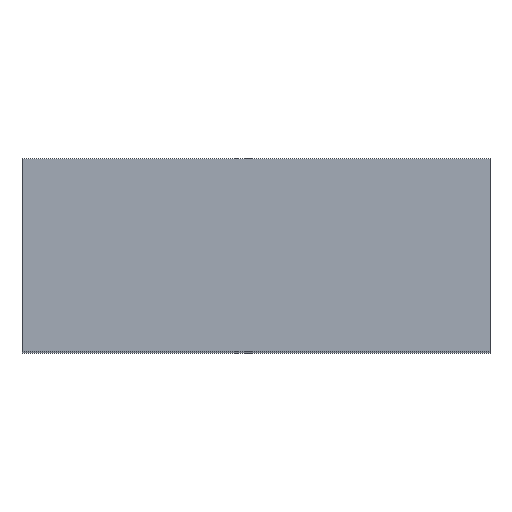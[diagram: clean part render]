
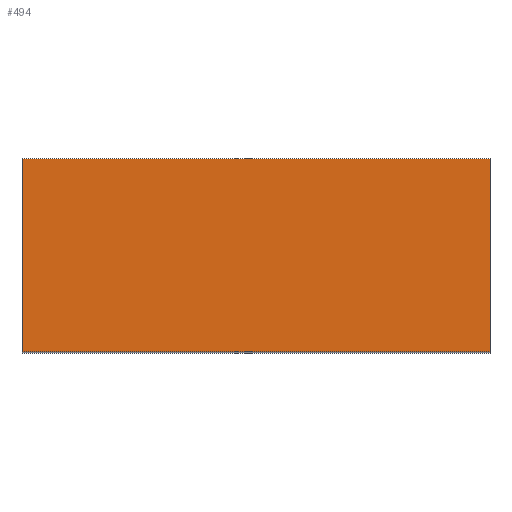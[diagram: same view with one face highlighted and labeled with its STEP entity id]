
A CAD part, top view. The second image highlights one B-rep face of the part: STEP entity #494.
In plain terms, the highlighted planar face has unit normal (0, 0, 1).
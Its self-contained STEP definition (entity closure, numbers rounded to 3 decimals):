
#270=CARTESIAN_POINT('',(7.62,-2.096,15.875));
#269=VERTEX_POINT('',#270);
#280=CARTESIAN_POINT('',(-2.54,-2.096,15.875));
#279=VERTEX_POINT('',#280);
#278=EDGE_CURVE('',#279,#269,#283,.T.);
#283=LINE('',#280,#285);
#285=VECTOR('',#286,10.16);
#286=DIRECTION('',(1.0,0.0,0.0));
#319=CARTESIAN_POINT('',(7.62,2.096,15.875));
#318=VERTEX_POINT('',#319);
#327=EDGE_CURVE('',#269,#318,#332,.T.);
#332=LINE('',#270,#334);
#334=VECTOR('',#335,4.191);
#335=DIRECTION('',(0.0,1.0,0.0));
#368=CARTESIAN_POINT('',(-2.54,2.096,15.875));
#367=VERTEX_POINT('',#368);
#376=EDGE_CURVE('',#318,#367,#381,.T.);
#381=LINE('',#319,#383);
#383=VECTOR('',#384,10.16);
#384=DIRECTION('',(-1.0,0.0,0.0));
#425=EDGE_CURVE('',#367,#279,#430,.T.);
#430=LINE('',#368,#432);
#432=VECTOR('',#433,4.191);
#433=DIRECTION('',(0.0,-1.0,0.0));
#494=ADVANCED_FACE('',(#500),#495,.T.);
#495=PLANE('',#496);
#496=AXIS2_PLACEMENT_3D('',#497,#498,#499);
#497=CARTESIAN_POINT('',(-2.54,-2.096,15.875));
#498=DIRECTION('',(0.0,0.0,1.0));
#499=DIRECTION('',(0.,1.,0.));
#500=FACE_OUTER_BOUND('',#501,.T.);
#501=EDGE_LOOP('',(#502,#512,#522,#532));
#502=ORIENTED_EDGE('',*,*,#278,.T.);
#512=ORIENTED_EDGE('',*,*,#327,.T.);
#522=ORIENTED_EDGE('',*,*,#376,.T.);
#532=ORIENTED_EDGE('',*,*,#425,.T.);
